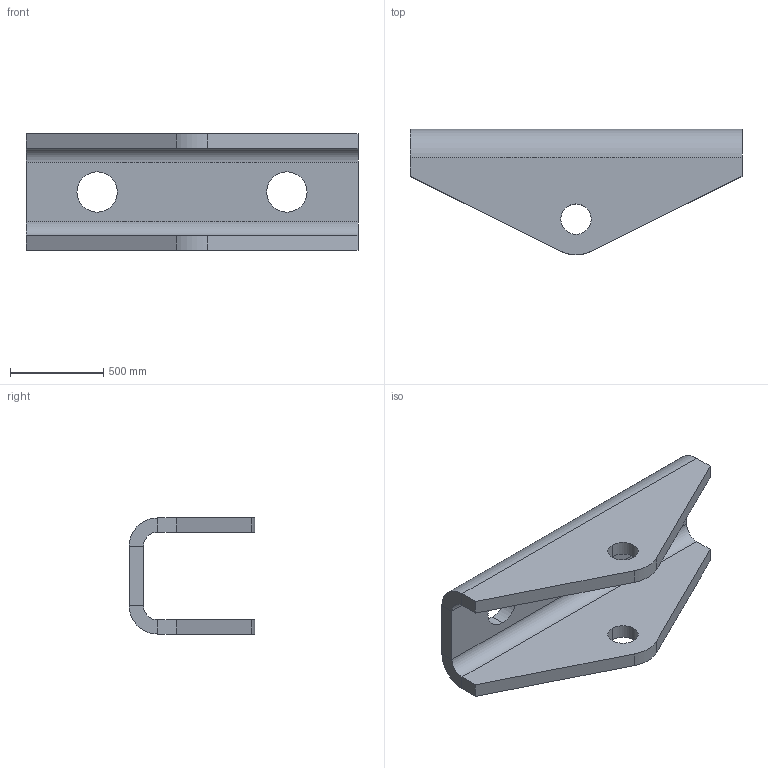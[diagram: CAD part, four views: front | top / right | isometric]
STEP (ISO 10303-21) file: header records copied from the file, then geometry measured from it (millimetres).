
FILE_DESCRIPTION((''),'2;1');
FILE_NAME('ZJ-14','2022-03-22T',('Administrator'),(''),'PRO/ENGINEER BY PARAMETRIC TECHNOLOGY CORPORATION, 2008380','PRO/ENGINEER BY PARAMETRIC TECHNOLOGY CORPORATION, 2008380','');
FILE_SCHEMA(('CONFIG_CONTROL_DESIGN'));
Length unit declared in the file: millimetre
Products named in the file (1): ZJ-14
Bounding box: 1778 x 673.1 x 622.3 mm (x, y, z)
Volume: 170042788.5 mm3; surface area: 5078786.6 mm2
Topology: 1 solids, 1 shells, 34 faces, 80 edges, 48 vertices
Faces by surface type: plane 20, cylinder 14
Entity records: 1018 total; most frequent: DIRECTION 176, CARTESIAN_POINT 162, ORIENTED_EDGE 160, EDGE_CURVE 80, AXIS2_PLACEMENT_3D 62, VECTOR 52, LINE 52, VERTEX_POINT 48
